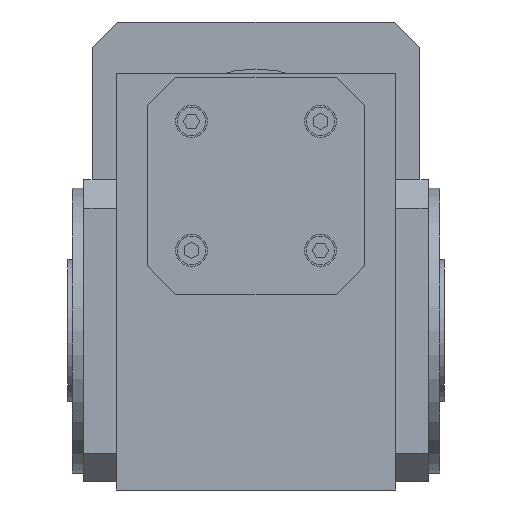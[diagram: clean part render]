
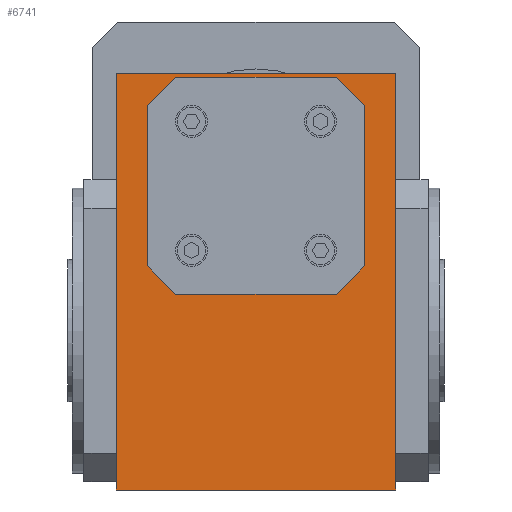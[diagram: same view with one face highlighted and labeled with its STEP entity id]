
A CAD part, left-side view. The second image highlights one B-rep face of the part: STEP entity #6741.
In plain terms, the highlighted planar face has unit normal (-1, 0, 0).
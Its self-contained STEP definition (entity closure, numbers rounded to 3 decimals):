
#72=LINE('',#9236,#532);
#75=LINE('',#9246,#535);
#78=LINE('',#9256,#538);
#79=LINE('',#9257,#539);
#532=VECTOR('',#7715,1000.);
#535=VECTOR('',#7724,1000.);
#538=VECTOR('',#7733,1000.);
#539=VECTOR('',#7734,1000.);
#991=PLANE('',#7129);
#1368=ORIENTED_EDGE('',*,*,#2688,.T.);
#1369=ORIENTED_EDGE('',*,*,#2684,.T.);
#1370=ORIENTED_EDGE('',*,*,#2689,.T.);
#1371=ORIENTED_EDGE('',*,*,#2679,.T.);
#1372=ORIENTED_EDGE('',*,*,#2690,.T.);
#1373=ORIENTED_EDGE('',*,*,#2691,.T.);
#2679=EDGE_CURVE('',#3352,#3353,#72,.T.);
#2684=EDGE_CURVE('',#3356,#3357,#75,.T.);
#2688=EDGE_CURVE('',#3359,#3359,#3849,.T.);
#2689=EDGE_CURVE('',#3357,#3352,#78,.T.);
#2690=EDGE_CURVE('',#3353,#3356,#79,.T.);
#2691=EDGE_CURVE('',#3360,#3360,#3850,.T.);
#3352=VERTEX_POINT('',#9237);
#3353=VERTEX_POINT('',#9238);
#3356=VERTEX_POINT('',#9247);
#3357=VERTEX_POINT('',#9248);
#3359=VERTEX_POINT('',#9255);
#3360=VERTEX_POINT('',#9259);
#3849=CIRCLE('',#7130,3.);
#3850=CIRCLE('',#7131,20.);
#4061=EDGE_LOOP('',(#1368));
#4062=EDGE_LOOP('',(#1369,#1370,#1371,#1372));
#4063=EDGE_LOOP('',(#1373));
#4566=FACE_BOUND('',#4061,.T.);
#4567=FACE_BOUND('',#4062,.T.);
#4568=FACE_BOUND('',#4063,.T.);
#6741=ADVANCED_FACE('',(#4566,#4567,#4568),#991,.T.);
#7129=AXIS2_PLACEMENT_3D('',#9253,#7729,#7730);
#7130=AXIS2_PLACEMENT_3D('',#9254,#7731,#7732);
#7131=AXIS2_PLACEMENT_3D('',#9258,#7735,#7736);
#7715=DIRECTION('',(0.,0.,-1.));
#7724=DIRECTION('',(0.,0.,1.));
#7729=DIRECTION('',(-1.,0.,0.));
#7730=DIRECTION('',(0.,-1.,0.));
#7731=DIRECTION('',(1.,0.,0.));
#7732=DIRECTION('',(0.,-1.,0.));
#7733=DIRECTION('',(0.,1.,0.));
#7734=DIRECTION('',(0.,-1.,0.));
#7735=DIRECTION('',(1.,0.,0.));
#7736=DIRECTION('',(0.,-1.,0.));
#9236=CARTESIAN_POINT('',(-58.,49.,39.435));
#9237=CARTESIAN_POINT('',(-58.,49.,39.435));
#9238=CARTESIAN_POINT('',(-58.,49.,-106.735));
#9246=CARTESIAN_POINT('',(-58.,-49.,-106.735));
#9247=CARTESIAN_POINT('',(-58.,-49.,-106.735));
#9248=CARTESIAN_POINT('',(-58.,-49.,39.435));
#9253=CARTESIAN_POINT('',(-58.,-49.,39.435));
#9254=CARTESIAN_POINT('',(-58.,22.627,22.627));
#9255=CARTESIAN_POINT('',(-58.,19.627,22.627));
#9256=CARTESIAN_POINT('',(-58.,-49.,39.435));
#9257=CARTESIAN_POINT('',(-58.,49.,-106.735));
#9258=CARTESIAN_POINT('',(-58.,0.,0.));
#9259=CARTESIAN_POINT('',(-58.,-20.,0.));
